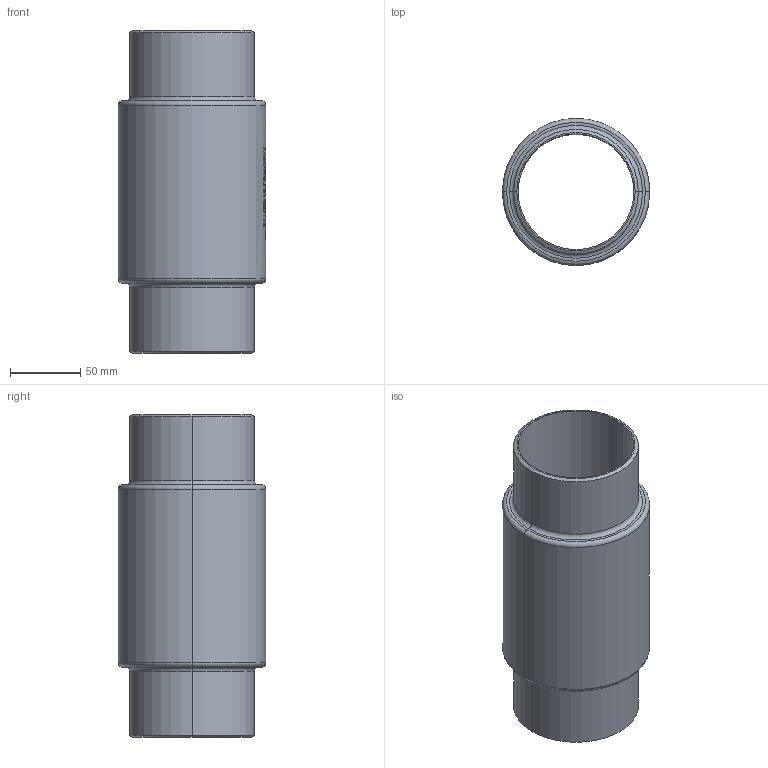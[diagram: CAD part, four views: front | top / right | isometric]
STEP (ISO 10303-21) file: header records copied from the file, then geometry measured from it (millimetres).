
FILE_DESCRIPTION (( 'STEP AP214' ), '1' );
FILE_NAME ('7110000_DN080_ PN06_51420116.STEP', '2022-03-04T10:25:21', ( 'axxx' ), ( 'Hewlett-Packard Company' ), 'SwSTEP 2.0', 'SolidWorks 2019', '' );
FILE_SCHEMA (( 'AUTOMOTIVE_DESIGN' ));
Length unit declared in the file: millimetre
Products named in the file (1): 7110000_DN080_ PN06_51420116
Bounding box: 105 x 105 x 230 mm (x, y, z)
Volume: 515004.8 mm3; surface area: 138831.8 mm2
Topology: 1 solids, 1 shells, 510 faces, 1359 edges, 902 vertices
Faces by surface type: plane 232, bspline 223, cylinder 43, torus 8, cone 4
Entity records: 28894 total; most frequent: CARTESIAN_POINT 17791, ORIENTED_EDGE 2718, DIRECTION 1514, EDGE_CURVE 1359, VERTEX_POINT 902, VECTOR 718, LINE 718, EDGE_LOOP 563
